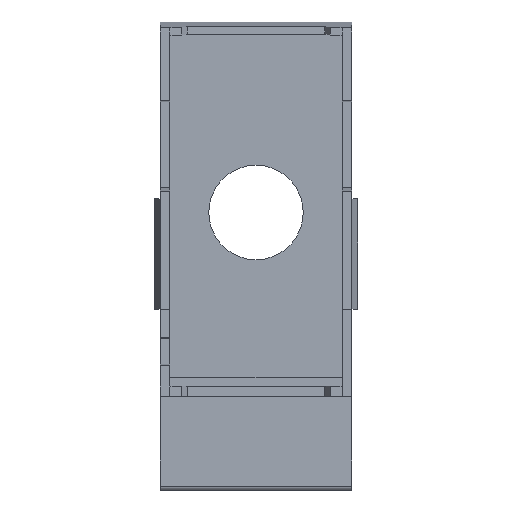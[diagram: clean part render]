
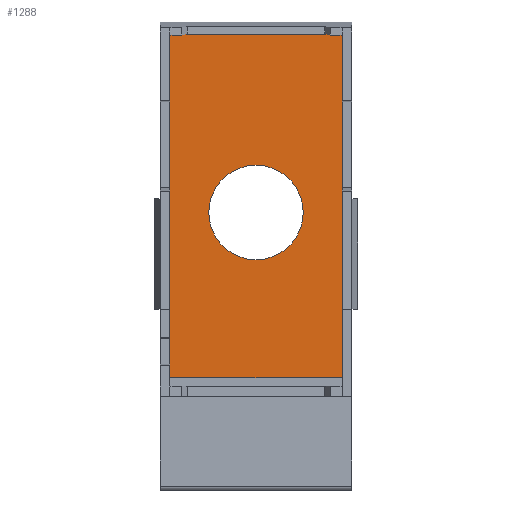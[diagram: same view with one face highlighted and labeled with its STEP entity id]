
A CAD part, top view. The second image highlights one B-rep face of the part: STEP entity #1288.
In plain terms, the highlighted planar face has unit normal (0, 0, 1).
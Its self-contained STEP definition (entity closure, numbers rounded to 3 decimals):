
#370=CARTESIAN_POINT('',(10.25,29.65,1.3));
#371=DIRECTION('',(0.,0.,-1.));
#372=DIRECTION('',(-1.,0.,0.));
#373=AXIS2_PLACEMENT_3D('',#370,#371,#372);
#375=CARTESIAN_POINT('',(10.25,29.65,1.3));
#376=DIRECTION('',(0.,0.,-1.));
#377=DIRECTION('',(1.,0.,0.));
#378=AXIS2_PLACEMENT_3D('',#375,#376,#377);
#380=DIRECTION('',(0.,1.,0.));
#381=VECTOR('',#380,37.104);
#382=CARTESIAN_POINT('',(1.05,12.,1.3));
#383=LINE('',#382,#381);
#384=DIRECTION('',(-1.,0.,0.));
#385=VECTOR('',#384,18.4);
#386=CARTESIAN_POINT('',(19.45,49.104,1.3));
#387=LINE('',#386,#385);
#388=DIRECTION('',(0.,-1.,0.));
#389=VECTOR('',#388,37.104);
#390=CARTESIAN_POINT('',(19.45,49.104,1.3));
#391=LINE('',#390,#389);
#392=DIRECTION('',(1.,0.,0.));
#393=VECTOR('',#392,18.4);
#394=CARTESIAN_POINT('',(1.05,12.,1.3));
#395=LINE('',#394,#393);
#646=CARTESIAN_POINT('',(5.2,29.65,1.3));
#647=CARTESIAN_POINT('',(15.3,29.65,1.3));
#648=VERTEX_POINT('',#646);
#649=VERTEX_POINT('',#647);
#662=CARTESIAN_POINT('',(19.45,12.,1.3));
#663=VERTEX_POINT('',#662);
#664=CARTESIAN_POINT('',(1.05,12.,1.3));
#665=VERTEX_POINT('',#664);
#773=CARTESIAN_POINT('',(19.45,49.104,1.3));
#775=VERTEX_POINT('',#773);
#777=CARTESIAN_POINT('',(1.05,49.104,1.3));
#779=VERTEX_POINT('',#777);
#1270=CARTESIAN_POINT('',(10.25,25.,1.3));
#1271=DIRECTION('',(0.,0.,1.));
#1272=DIRECTION('',(1.,0.,0.));
#1273=AXIS2_PLACEMENT_3D('',#1270,#1271,#1272);
#1274=PLANE('',#1273);
#1275=ORIENTED_EDGE('',*,*,#1158,.T.);
#1276=ORIENTED_EDGE('',*,*,#1217,.F.);
#1277=ORIENTED_EDGE('',*,*,#1237,.T.);
#1279=ORIENTED_EDGE('',*,*,#1278,.F.);
#1280=EDGE_LOOP('',(#1275,#1276,#1277,#1279));
#1281=FACE_OUTER_BOUND('',#1280,.F.);
#1283=ORIENTED_EDGE('',*,*,#1282,.F.);
#1285=ORIENTED_EDGE('',*,*,#1284,.F.);
#1286=EDGE_LOOP('',(#1283,#1285));
#1287=FACE_BOUND('',#1286,.F.);
#1288=ADVANCED_FACE('',(#1281,#1287),#1274,.T.);
#374=CIRCLE('',#373,5.05);
#379=CIRCLE('',#378,5.05);
#1158=EDGE_CURVE('',#665,#779,#383,.T.);
#1217=EDGE_CURVE('',#775,#779,#387,.T.);
#1237=EDGE_CURVE('',#775,#663,#391,.T.);
#1278=EDGE_CURVE('',#665,#663,#395,.T.);
#1282=EDGE_CURVE('',#648,#649,#374,.T.);
#1284=EDGE_CURVE('',#649,#648,#379,.T.);
